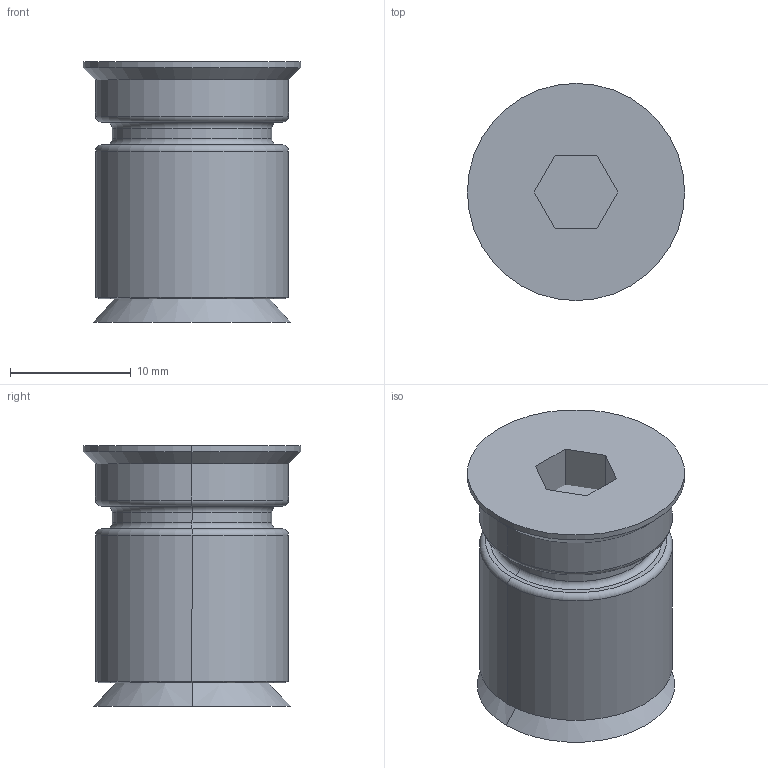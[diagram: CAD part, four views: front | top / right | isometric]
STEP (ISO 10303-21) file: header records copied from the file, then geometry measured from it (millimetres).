
FILE_DESCRIPTION(('STEP AP214'),'1');
FILE_NAME('160560.STP','2011-09-07T08:53:28',(' '),(' '),'Spatial InterOp 3D',' ',' ');
FILE_SCHEMA(('automotive_design'));
Length unit declared in the file: millimetre
Products named in the file (2): Zylinder; Kegelstumpf
Bounding box: 18 x 18 x 21.59 mm (x, y, z)
Volume: 4155.6 mm3; surface area: 2924.6 mm2
Topology: 2 solids, 2 shells, 49 faces, 104 edges, 62 vertices
Faces by surface type: plane 19, cylinder 12, cone 10, torus 8
Entity records: 1751 total; most frequent: DIRECTION 252, CARTESIAN_POINT 217, ORIENTED_EDGE 208, EDGE_CURVE 104, AXIS2_PLACEMENT_3D 97, VERTEX_POINT 62, LINE 58, VECTOR 58
